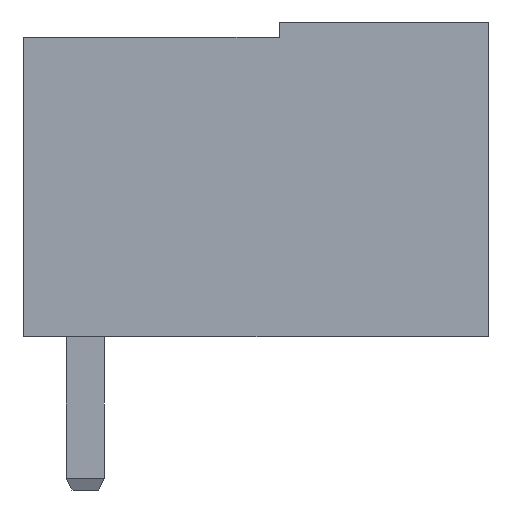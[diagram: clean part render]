
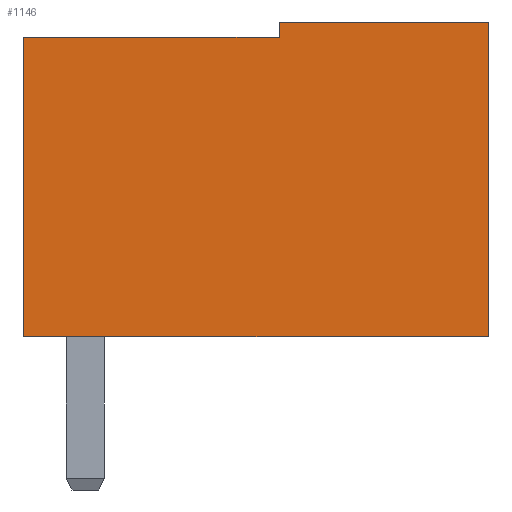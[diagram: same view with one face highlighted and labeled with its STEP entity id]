
A CAD part, left-side view. The second image highlights one B-rep face of the part: STEP entity #1146.
In plain terms, the highlighted planar face has unit normal (-1, 0, 0).
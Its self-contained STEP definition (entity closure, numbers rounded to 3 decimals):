
#2 = LINE ( 'NONE', #2114, #2477 ) ;
#50 = EDGE_LOOP ( 'NONE', ( #666, #1771, #3360, #546, #2862, #209 ) ) ;
#123 = CARTESIAN_POINT ( 'NONE',  ( -10.7, 12.1, 8.2 ) ) ;
#174 = CARTESIAN_POINT ( 'NONE',  ( -10.7, 12.1, 7.8 ) ) ;
#209 = ORIENTED_EDGE ( 'NONE', *, *, #4485, .F. ) ;
#271 = CARTESIAN_POINT ( 'NONE',  ( -10.7, 5.45, 7.8 ) ) ;
#449 = LINE ( 'NONE', #123, #3347 ) ;
#546 = ORIENTED_EDGE ( 'NONE', *, *, #1340, .T. ) ;
#662 = DIRECTION ( 'NONE',  ( 0., 0., -1. ) ) ;
#666 = ORIENTED_EDGE ( 'NONE', *, *, #3832, .F. ) ;
#754 = VECTOR ( 'NONE', #3800, 1000. ) ;
#801 = EDGE_CURVE ( 'NONE', #3887, #1998, #3142, .T. ) ;
#1016 = VERTEX_POINT ( 'NONE', #174 ) ;
#1020 = PLANE ( 'NONE',  #2703 ) ;
#1136 = DIRECTION ( 'NONE',  ( 0., 0., -1. ) ) ;
#1146 = ADVANCED_FACE ( 'NONE', ( #4162 ), #1020, .F. ) ;
#1318 = VECTOR ( 'NONE', #1900, 1000. ) ;
#1340 = EDGE_CURVE ( 'NONE', #1016, #3130, #3531, .T. ) ;
#1343 = CARTESIAN_POINT ( 'NONE',  ( -10.7, 12.1, 0. ) ) ;
#1386 = VECTOR ( 'NONE', #1397, 1000. ) ;
#1397 = DIRECTION ( 'NONE',  ( 0., 0., 1. ) ) ;
#1441 = CARTESIAN_POINT ( 'NONE',  ( -10.7, 0., 8.2 ) ) ;
#1488 = CARTESIAN_POINT ( 'NONE',  ( -10.7, 12.1, 8.2 ) ) ;
#1771 = ORIENTED_EDGE ( 'NONE', *, *, #801, .F. ) ;
#1868 = EDGE_CURVE ( 'NONE', #1016, #3887, #2, .T. ) ;
#1900 = DIRECTION ( 'NONE',  ( 0., 0., -1. ) ) ;
#1998 = VERTEX_POINT ( 'NONE', #2210 ) ;
#2075 = CARTESIAN_POINT ( 'NONE',  ( -10.7, 12.1, 0. ) ) ;
#2114 = CARTESIAN_POINT ( 'NONE',  ( -10.7, 12.1, 7.8 ) ) ;
#2210 = CARTESIAN_POINT ( 'NONE',  ( -10.7, 5.45, 8.2 ) ) ;
#2367 = LINE ( 'NONE', #2075, #754 ) ;
#2388 = VECTOR ( 'NONE', #1136, 1000. ) ;
#2416 = CARTESIAN_POINT ( 'NONE',  ( -10.7, 12.1, 8.2 ) ) ;
#2477 = VECTOR ( 'NONE', #3603, 1000. ) ;
#2571 = CARTESIAN_POINT ( 'NONE',  ( -10.7, 0., 8.2 ) ) ;
#2581 = VERTEX_POINT ( 'NONE', #3574 ) ;
#2703 = AXIS2_PLACEMENT_3D ( 'NONE', #2416, #3819, #662 ) ;
#2862 = ORIENTED_EDGE ( 'NONE', *, *, #3197, .T. ) ;
#3005 = LINE ( 'NONE', #2571, #1318 ) ;
#3130 = VERTEX_POINT ( 'NONE', #1343 ) ;
#3142 = LINE ( 'NONE', #271, #1386 ) ;
#3197 = EDGE_CURVE ( 'NONE', #3130, #2581, #2367, .T. ) ;
#3271 = CARTESIAN_POINT ( 'NONE',  ( -10.7, 5.45, 7.8 ) ) ;
#3347 = VECTOR ( 'NONE', #4293, 1000. ) ;
#3348 = VERTEX_POINT ( 'NONE', #1441 ) ;
#3360 = ORIENTED_EDGE ( 'NONE', *, *, #1868, .F. ) ;
#3531 = LINE ( 'NONE', #1488, #2388 ) ;
#3574 = CARTESIAN_POINT ( 'NONE',  ( -10.7, 0., 0. ) ) ;
#3603 = DIRECTION ( 'NONE',  ( 0., -1., 0. ) ) ;
#3800 = DIRECTION ( 'NONE',  ( 0., -1., 0. ) ) ;
#3819 = DIRECTION ( 'NONE',  ( 1., 0., 0. ) ) ;
#3832 = EDGE_CURVE ( 'NONE', #1998, #3348, #449, .T. ) ;
#3887 = VERTEX_POINT ( 'NONE', #3271 ) ;
#4162 = FACE_OUTER_BOUND ( 'NONE', #50, .T. ) ;
#4293 = DIRECTION ( 'NONE',  ( 0., -1., 0. ) ) ;
#4485 = EDGE_CURVE ( 'NONE', #3348, #2581, #3005, .T. ) ;
